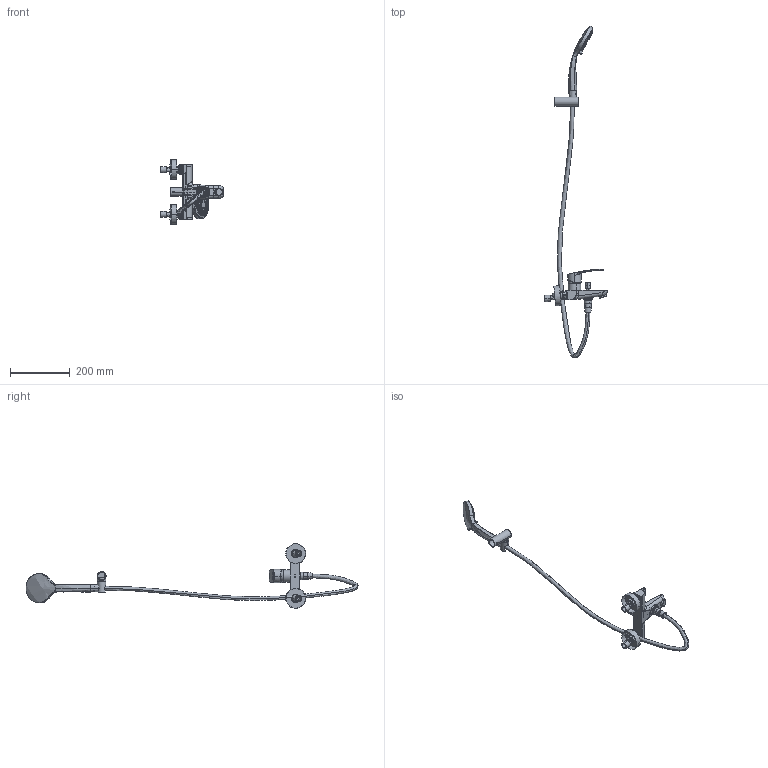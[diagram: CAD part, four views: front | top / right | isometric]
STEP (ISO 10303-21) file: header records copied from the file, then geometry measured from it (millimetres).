
FILE_DESCRIPTION (( 'STEP AP203' ), '1' );
FILE_NAME ('57CP03581.STEP', '2020-06-08T06:35:30', ( '' ), ( '' ), 'SwSTEP 2.0', 'SolidWorks 2018', '' );
FILE_SCHEMA (( 'CONFIG_CONTROL_DESIGN' ));
Length unit declared in the file: millimetre
Products named in the file (1): 57CP03581
Bounding box: 211.96 x 1113.06 x 216.49 mm (x, y, z)
Volume: 617950.7 mm3; surface area: 275871.2 mm2
Topology: 26 solids, 26 shells, 2097 faces, 5083 edges, 3171 vertices
Faces by surface type: cylinder 845, plane 703, bspline 198, torus 169, cone 138, sphere 44
Entity records: 98968 total; most frequent: CARTESIAN_POINT 51565, ORIENTED_EDGE 10118, DIRECTION 9534, EDGE_CURVE 5059, AXIS2_PLACEMENT_3D 3681, VERTEX_POINT 3171, EDGE_LOOP 2298, LINE 2172
